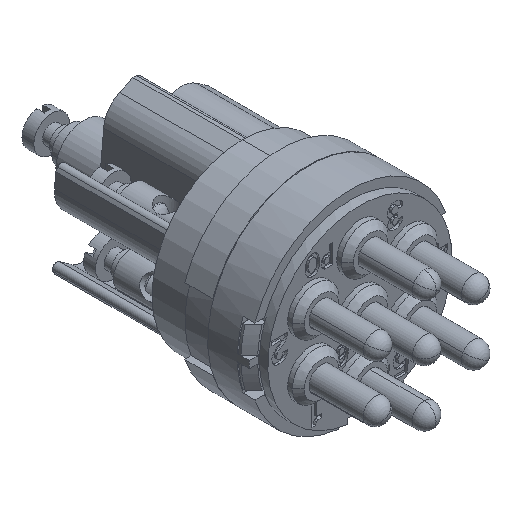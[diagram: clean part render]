
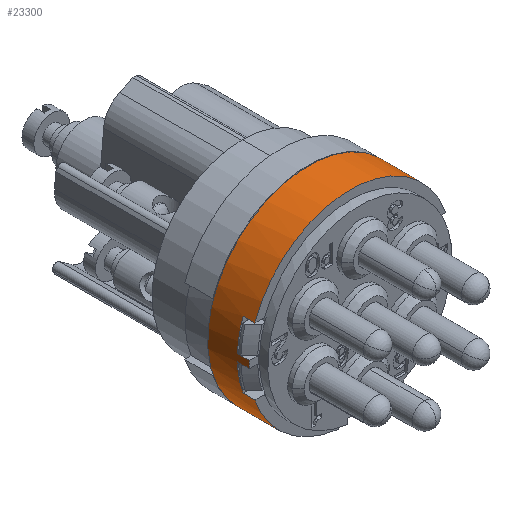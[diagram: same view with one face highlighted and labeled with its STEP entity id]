
A CAD part, isometric view. The second image highlights one B-rep face of the part: STEP entity #23300.
In plain terms, the highlighted cylindrical face has radius 8.5 mm (diameter 17 mm), a partial arc.
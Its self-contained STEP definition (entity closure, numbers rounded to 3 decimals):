
#1775=CARTESIAN_POINT('',(0.,-6.3,0.));
#1776=DIRECTION('',(0.,1.,0.));
#1777=DIRECTION('',(-0.999,0.,-0.035));
#1778=AXIS2_PLACEMENT_3D('',#1775,#1776,#1777);
#1783=DIRECTION('',(0.,1.,0.));
#1784=VECTOR('',#1783,1.);
#1785=CARTESIAN_POINT('',(-8.495,-6.3,0.3));
#1786=LINE('',#1785,#1784);
#1790=CARTESIAN_POINT('',(0.,-5.3,0.));
#1791=DIRECTION('',(0.,-1.,0.));
#1792=DIRECTION('',(-0.944,0.,0.329));
#1793=AXIS2_PLACEMENT_3D('',#1790,#1791,#1792);
#1798=DIRECTION('',(0.,1.,0.));
#1799=VECTOR('',#1798,1.);
#1800=CARTESIAN_POINT('',(-8.495,-6.3,-0.3));
#1801=LINE('',#1800,#1799);
#1805=CARTESIAN_POINT('',(0.,-5.3,0.));
#1806=DIRECTION('',(0.,-1.,0.));
#1807=DIRECTION('',(-0.999,0.,-0.035));
#1808=AXIS2_PLACEMENT_3D('',#1805,#1806,#1807);
#1813=DIRECTION('',(0.,-1.,0.));
#1814=VECTOR('',#1813,1.);
#1815=CARTESIAN_POINT('',(-8.026,-5.3,-2.8));
#1816=LINE('',#1815,#1814);
#1820=CARTESIAN_POINT('',(0.,-6.3,0.));
#1821=DIRECTION('',(0.,-1.,0.));
#1822=DIRECTION('',(-0.944,0.,-0.329));
#1823=AXIS2_PLACEMENT_3D('',#1820,#1821,#1822);
#1828=DIRECTION('',(0.,-1.,0.));
#1829=VECTOR('',#1828,3.5);
#1830=CARTESIAN_POINT('',(-1.025,-2.8,-8.438));
#1831=LINE('',#1830,#1829);
#1835=CARTESIAN_POINT('',(0.,-2.8,0.));
#1836=DIRECTION('',(0.,1.,0.));
#1837=DIRECTION('',(-0.121,0.,-0.993));
#1838=AXIS2_PLACEMENT_3D('',#1835,#1836,#1837);
#1843=DIRECTION('',(0.,-1.,0.));
#1844=VECTOR('',#1843,3.5);
#1845=CARTESIAN_POINT('',(1.025,-2.8,-8.438));
#1846=LINE('',#1845,#1844);
#1850=CARTESIAN_POINT('',(0.,-6.3,0.));
#1851=DIRECTION('',(0.,-1.,0.));
#1852=DIRECTION('',(0.121,0.,-0.993));
#1853=AXIS2_PLACEMENT_3D('',#1850,#1851,#1852);
#1858=DIRECTION('',(0.,-1.,0.));
#1859=VECTOR('',#1858,1.);
#1860=CARTESIAN_POINT('',(8.026,-5.3,-2.8));
#1861=LINE('',#1860,#1859);
#1865=CARTESIAN_POINT('',(0.,-5.3,0.));
#1866=DIRECTION('',(0.,-1.,0.));
#1867=DIRECTION('',(0.944,0.,-0.329));
#1868=AXIS2_PLACEMENT_3D('',#1865,#1866,#1867);
#1873=DIRECTION('',(0.,1.,0.));
#1874=VECTOR('',#1873,1.);
#1875=CARTESIAN_POINT('',(8.495,-6.3,-0.3));
#1876=LINE('',#1875,#1874);
#1880=CARTESIAN_POINT('',(0.,-5.3,0.));
#1881=DIRECTION('',(0.,-1.,0.));
#1882=DIRECTION('',(0.999,0.,0.035));
#1883=AXIS2_PLACEMENT_3D('',#1880,#1881,#1882);
#1888=DIRECTION('',(0.,-1.,0.));
#1889=VECTOR('',#1888,1.);
#1890=CARTESIAN_POINT('',(8.026,-5.3,2.8));
#1891=LINE('',#1890,#1889);
#1895=CARTESIAN_POINT('',(0.,-6.3,0.));
#1896=DIRECTION('',(0.,-1.,0.));
#1897=DIRECTION('',(0.944,0.,0.329));
#1898=AXIS2_PLACEMENT_3D('',#1895,#1896,#1897);
#1903=DIRECTION('',(0.,-1.,0.));
#1904=VECTOR('',#1903,1.);
#1905=CARTESIAN_POINT('',(-8.026,-5.3,2.8));
#1906=LINE('',#1905,#1904);
#2742=CARTESIAN_POINT('',(0.,-6.3,0.));
#2743=DIRECTION('',(0.,-1.,0.));
#2744=DIRECTION('',(0.999,0.,-0.035));
#2745=AXIS2_PLACEMENT_3D('',#2742,#2743,#2744);
#2757=DIRECTION('',(0.,1.,0.));
#2758=VECTOR('',#2757,1.);
#2759=CARTESIAN_POINT('',(8.495,-6.3,0.3));
#2760=LINE('',#2759,#2758);
#19795=CARTESIAN_POINT('',(-1.025,-6.3,-8.438));
#19797=VERTEX_POINT('',#19795);
#19798=CARTESIAN_POINT('',(1.025,-6.3,-8.438));
#19799=VERTEX_POINT('',#19798);
#19800=CARTESIAN_POINT('',(1.025,-2.8,-8.438));
#19801=VERTEX_POINT('',#19800);
#19802=CARTESIAN_POINT('',(-1.025,-2.8,-8.438));
#19803=VERTEX_POINT('',#19802);
#20336=CARTESIAN_POINT('',(8.026,-5.3,-2.8));
#20337=CARTESIAN_POINT('',(8.026,-6.3,-2.8));
#20338=VERTEX_POINT('',#20336);
#20339=VERTEX_POINT('',#20337);
#20340=CARTESIAN_POINT('',(8.026,-5.3,2.8));
#20341=CARTESIAN_POINT('',(8.026,-6.3,2.8));
#20342=VERTEX_POINT('',#20340);
#20343=VERTEX_POINT('',#20341);
#20358=CARTESIAN_POINT('',(8.495,-5.3,-0.3));
#20359=VERTEX_POINT('',#20358);
#20360=CARTESIAN_POINT('',(8.495,-5.3,0.3));
#20361=VERTEX_POINT('',#20360);
#20362=CARTESIAN_POINT('',(8.495,-6.3,-0.3));
#20363=CARTESIAN_POINT('',(8.495,-6.3,0.3));
#20364=VERTEX_POINT('',#20362);
#20365=VERTEX_POINT('',#20363);
#20430=CARTESIAN_POINT('',(-8.026,-5.3,-2.8));
#20431=CARTESIAN_POINT('',(-8.026,-6.3,-2.8));
#20432=VERTEX_POINT('',#20430);
#20433=VERTEX_POINT('',#20431);
#20434=CARTESIAN_POINT('',(-8.026,-5.3,2.8));
#20435=CARTESIAN_POINT('',(-8.026,-6.3,2.8));
#20436=VERTEX_POINT('',#20434);
#20437=VERTEX_POINT('',#20435);
#20446=CARTESIAN_POINT('',(-8.495,-5.3,0.3));
#20447=VERTEX_POINT('',#20446);
#20448=CARTESIAN_POINT('',(-8.495,-5.3,-0.3));
#20449=VERTEX_POINT('',#20448);
#20458=CARTESIAN_POINT('',(-8.495,-6.3,-0.3));
#20459=CARTESIAN_POINT('',(-8.495,-6.3,0.3));
#20460=VERTEX_POINT('',#20458);
#20461=VERTEX_POINT('',#20459);
#23257=CARTESIAN_POINT('',(0.,-2.585,0.));
#23258=DIRECTION('',(0.,-1.,0.));
#23259=DIRECTION('',(0.,0.,1.));
#23260=AXIS2_PLACEMENT_3D('',#23257,#23258,#23259);
#23261=CYLINDRICAL_SURFACE('',#23260,8.5);
#23263=ORIENTED_EDGE('',*,*,#23262,.T.);
#23264=ORIENTED_EDGE('',*,*,#23229,.F.);
#23265=ORIENTED_EDGE('',*,*,#23206,.F.);
#23267=ORIENTED_EDGE('',*,*,#23266,.T.);
#23269=ORIENTED_EDGE('',*,*,#23268,.T.);
#23271=ORIENTED_EDGE('',*,*,#23270,.T.);
#23273=ORIENTED_EDGE('',*,*,#23272,.T.);
#23274=ORIENTED_EDGE('',*,*,#23032,.F.);
#23276=ORIENTED_EDGE('',*,*,#23275,.T.);
#23277=ORIENTED_EDGE('',*,*,#23120,.T.);
#23279=ORIENTED_EDGE('',*,*,#23278,.T.);
#23281=ORIENTED_EDGE('',*,*,#23280,.F.);
#23283=ORIENTED_EDGE('',*,*,#23282,.T.);
#23285=ORIENTED_EDGE('',*,*,#23284,.F.);
#23287=ORIENTED_EDGE('',*,*,#23286,.T.);
#23289=ORIENTED_EDGE('',*,*,#23288,.T.);
#23291=ORIENTED_EDGE('',*,*,#23290,.T.);
#23293=ORIENTED_EDGE('',*,*,#23292,.T.);
#23295=ORIENTED_EDGE('',*,*,#23294,.T.);
#23297=ORIENTED_EDGE('',*,*,#23296,.F.);
#23298=EDGE_LOOP('',(#23263,#23264,#23265,#23267,#23269,#23271,#23273,#23274,
#23276,#23277,#23279,#23281,#23283,#23285,#23287,#23289,#23291,#23293,#23295,
#23297));
#23299=FACE_OUTER_BOUND('',#23298,.F.);
#1779=CIRCLE('',#1778,8.5);
#1794=CIRCLE('',#1793,8.5);
#1809=CIRCLE('',#1808,8.5);
#1824=CIRCLE('',#1823,8.5);
#1839=CIRCLE('',#1838,8.5);
#1854=CIRCLE('',#1853,8.5);
#1869=CIRCLE('',#1868,8.5);
#1884=CIRCLE('',#1883,8.5);
#1899=CIRCLE('',#1898,8.5);
#2746=CIRCLE('',#2745,8.5);
#23032=EDGE_CURVE('',#19803,#19797,#1831,.T.);
#23120=EDGE_CURVE('',#19801,#19799,#1846,.T.);
#23206=EDGE_CURVE('',#20460,#20461,#1779,.T.);
#23229=EDGE_CURVE('',#20461,#20447,#1786,.T.);
#23262=EDGE_CURVE('',#20436,#20447,#1794,.T.);
#23266=EDGE_CURVE('',#20460,#20449,#1801,.T.);
#23268=EDGE_CURVE('',#20449,#20432,#1809,.T.);
#23270=EDGE_CURVE('',#20432,#20433,#1816,.T.);
#23272=EDGE_CURVE('',#20433,#19797,#1824,.T.);
#23275=EDGE_CURVE('',#19803,#19801,#1839,.T.);
#23278=EDGE_CURVE('',#19799,#20339,#1854,.T.);
#23280=EDGE_CURVE('',#20338,#20339,#1861,.T.);
#23282=EDGE_CURVE('',#20338,#20359,#1869,.T.);
#23284=EDGE_CURVE('',#20364,#20359,#1876,.T.);
#23286=EDGE_CURVE('',#20364,#20365,#2746,.T.);
#23288=EDGE_CURVE('',#20365,#20361,#2760,.T.);
#23290=EDGE_CURVE('',#20361,#20342,#1884,.T.);
#23292=EDGE_CURVE('',#20342,#20343,#1891,.T.);
#23294=EDGE_CURVE('',#20343,#20437,#1899,.T.);
#23296=EDGE_CURVE('',#20436,#20437,#1906,.T.);
#23300=ADVANCED_FACE('',(#23299),#23261,.T.);
